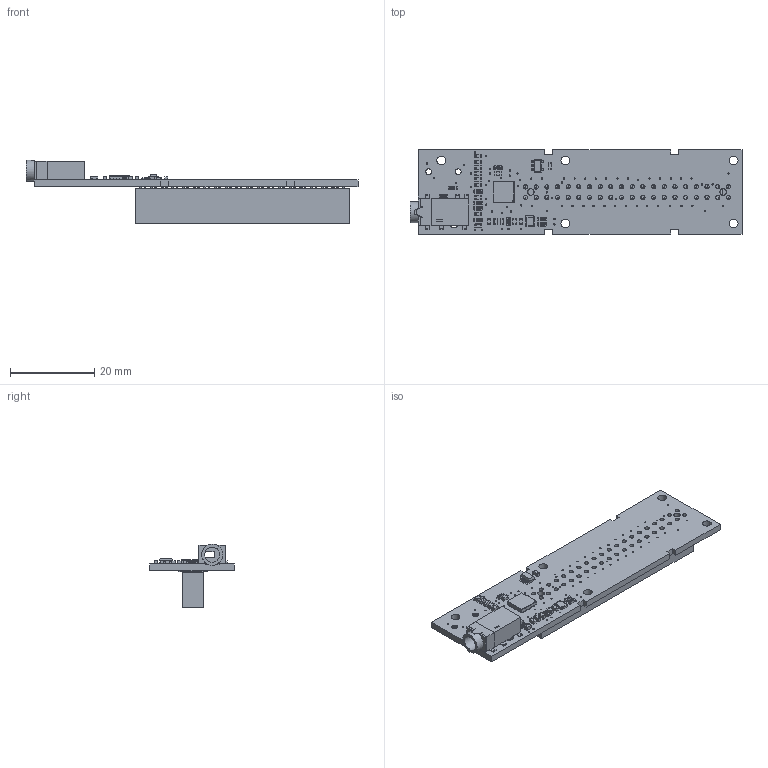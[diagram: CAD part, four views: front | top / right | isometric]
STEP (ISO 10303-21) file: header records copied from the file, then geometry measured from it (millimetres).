
FILE_DESCRIPTION(/* description */ (''),/* implementation_level */ '2;1');
FILE_NAME(/* name */ 'DBR400C_B0_S.step',/* time_stamp */ '2021-06-10T17:02:34+02:00',/* author */ (''),/* organization */ (''),/* preprocessor_version */ 'ST-DEVELOPER v18.1',/* originating_system */ 'Autodesk Translation Framework v10.9.0.1377',/* authorisation */ '');
FILE_SCHEMA (('AUTOMOTIVE_DESIGN { 1 0 10303 214 3 1 1 }'));
Products named in the file (41): DBR400C_B0; Board; Packages; SOT23-5L; FIDUCIAL; PJ3420ASMT; base; flaske; pin; PJ3420ASMT (1); base (1); flaske (1); pin (1); B+_DF; 0603-CAP; 0603-CAP (1); 0603-CAP (2); 0603-CAP (3); 0603-CAP (4); 0603-CAP (5); 0603-CAP (6); 0603-CAP (7); 0603-RES; 0603-RES (1); 0603-RES (2); 0603-RES (3); 0603-RES (4); 0603-RES (5); 0603-RES (6); 0603-RES (7); 0603-RES (8); 0603-RES (9); 0603; 0603 (1); 0603 (2); 0603 (3); IC_ADS125H01IRHBT; Model; 2.5X2.0_KXO-V95; TP06R ...
Assembly tree (65 placements, depth 4):
  DBR400C_B0
    Board
    Packages
      SOT23-5L
      FIDUCIAL  x3
      PJ3420ASMT
        base
        flaske
        pin  x6
      PJ3420ASMT (1)
        base (1)
        flaske (1)
        pin (1)  x6
      B+_DF
      0603-CAP
      0603-CAP (1)
      0603-CAP (2)  x5
      0603-CAP (3)
      0603-CAP (4)
      0603-CAP (5)
      0603-CAP (6)
      0603-CAP (7)
      0603-RES
      0603-RES (1)
      0603-RES (2)
      0603-RES (3)
      0603-RES (4)
      0603-RES (5)
      0603-RES (6)
      0603-RES (7)
      0603-RES (8)
      0603-RES (9)
      0603
      0603 (1)
      0603 (2)
      0603 (3)
      IC_ADS125H01IRHBT
        Model
      2.5X2.0_KXO-V95
      TP06R  x3
      TP06R (1)  x8
Bounding box: 78.95 x 20 x 15.14 mm (x, y, z)
Volume: 4654.8 mm3; surface area: 7028.9 mm2
Topology: 192 solids, 192 shells, 4633 faces, 11477 edges, 7106 vertices
Faces by surface type: plane 2148, bspline 1160, cylinder 1037, sphere 208, torus 80
Full cylindrical faces by diameter (mm): 0.3 x76, 2.1 x6, 3.6 x1, 5 x1
Entity records: 147951 total; most frequent: CARTESIAN_POINT 46487, ORIENTED_EDGE 21626, DIRECTION 17591, EDGE_CURVE 10813, VERTEX_POINT 6834, LINE 6495, VECTOR 6495, AXIS2_PLACEMENT_3D 5548
